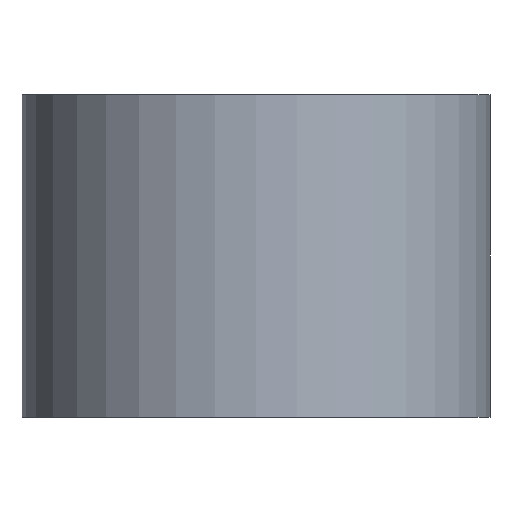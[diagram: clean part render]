
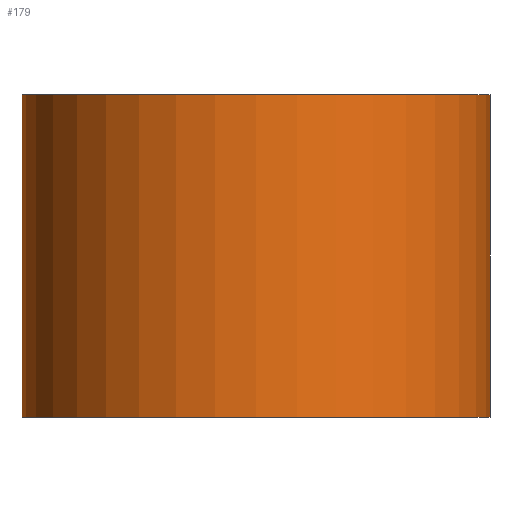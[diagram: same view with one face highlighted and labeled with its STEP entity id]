
A CAD part, front view. The second image highlights one B-rep face of the part: STEP entity #179.
In plain terms, the highlighted cylindrical face has radius 11.532 mm (diameter 23.063 mm), a partial arc.
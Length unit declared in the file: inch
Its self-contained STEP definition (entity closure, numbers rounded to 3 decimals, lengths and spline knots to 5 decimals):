
#19 = CIRCLE ( 'NONE', #328, 0.454 ) ;
#27 = VERTEX_POINT ( 'NONE', #377 ) ;
#34 = CARTESIAN_POINT ( 'NONE',  ( 0.406, -1.281, -0.3125 ) ) ;
#59 = EDGE_CURVE ( 'NONE', #246, #396, #177, .T. ) ;
#68 = EDGE_CURVE ( 'NONE', #459, #27, #291, .T. ) ;
#70 = EDGE_LOOP ( 'NONE', ( #553, #541, #238, #349 ) ) ;
#112 = CYLINDRICAL_SURFACE ( 'NONE', #429, 0.454 ) ;
#177 = LINE ( 'NONE', #186, #502 ) ;
#179 = ADVANCED_FACE ( 'NONE', ( #450 ), #112, .T. ) ;
#186 = CARTESIAN_POINT ( 'NONE',  ( 0.406, -0.827, 0.3125 ) ) ;
#211 = CIRCLE ( 'NONE', #484, 0.454 ) ;
#221 = EDGE_CURVE ( 'NONE', #246, #459, #211, .T. ) ;
#237 = CARTESIAN_POINT ( 'NONE',  ( -0.048, -1.281, 0.3125 ) ) ;
#238 = ORIENTED_EDGE ( 'NONE', *, *, #221, .T. ) ;
#246 = VERTEX_POINT ( 'NONE', #354 ) ;
#247 = CARTESIAN_POINT ( 'NONE',  ( -0.048, -1.281, 0.3125 ) ) ;
#287 = DIRECTION ( 'NONE',  ( 0., 0., -1. ) ) ;
#291 = LINE ( 'NONE', #237, #402 ) ;
#306 = CARTESIAN_POINT ( 'NONE',  ( 0.406, -0.827, -0.3125 ) ) ;
#328 = AXIS2_PLACEMENT_3D ( 'NONE', #34, #364, #504 ) ;
#338 = EDGE_CURVE ( 'NONE', #396, #27, #19, .T. ) ;
#344 = DIRECTION ( 'NONE',  ( -1., 0., 0. ) ) ;
#349 = ORIENTED_EDGE ( 'NONE', *, *, #68, .T. ) ;
#353 = CARTESIAN_POINT ( 'NONE',  ( 0.406, -1.281, 0.3125 ) ) ;
#354 = CARTESIAN_POINT ( 'NONE',  ( 0.406, -0.827, 0.3125 ) ) ;
#359 = DIRECTION ( 'NONE',  ( 0., 0., -1. ) ) ;
#364 = DIRECTION ( 'NONE',  ( 0., 0., -1. ) ) ;
#377 = CARTESIAN_POINT ( 'NONE',  ( -0.048, -1.281, -0.3125 ) ) ;
#396 = VERTEX_POINT ( 'NONE', #306 ) ;
#402 = VECTOR ( 'NONE', #359, 39.37008 ) ;
#429 = AXIS2_PLACEMENT_3D ( 'NONE', #434, #287, #344 ) ;
#434 = CARTESIAN_POINT ( 'NONE',  ( 0.406, -1.281, 0.3125 ) ) ;
#450 = FACE_OUTER_BOUND ( 'NONE', #70, .T. ) ;
#459 = VERTEX_POINT ( 'NONE', #247 ) ;
#480 = DIRECTION ( 'NONE',  ( 0., 0., -1. ) ) ;
#483 = DIRECTION ( 'NONE',  ( 0., 0., -1. ) ) ;
#484 = AXIS2_PLACEMENT_3D ( 'NONE', #353, #480, #514 ) ;
#502 = VECTOR ( 'NONE', #483, 39.37008 ) ;
#504 = DIRECTION ( 'NONE',  ( 1., 0., 0. ) ) ;
#514 = DIRECTION ( 'NONE',  ( 1., 0., 0. ) ) ;
#541 = ORIENTED_EDGE ( 'NONE', *, *, #59, .F. ) ;
#553 = ORIENTED_EDGE ( 'NONE', *, *, #338, .F. ) ;
